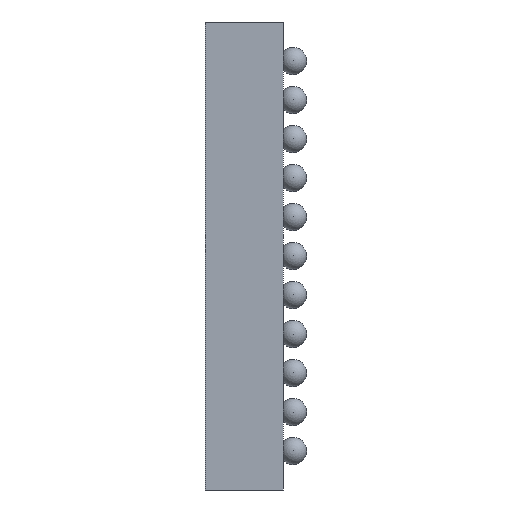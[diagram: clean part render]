
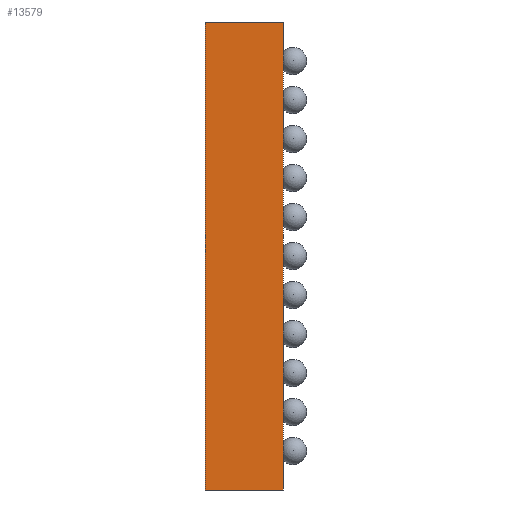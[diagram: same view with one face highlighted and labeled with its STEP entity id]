
A CAD part, left-side view. The second image highlights one B-rep face of the part: STEP entity #13579.
In plain terms, the highlighted planar face has unit normal (-1, 0, 0).
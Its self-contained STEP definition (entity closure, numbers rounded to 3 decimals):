
#203 = CARTESIAN_POINT ( 'NONE',  ( -3., 1., -3. ) ) ;
#520 = LINE ( 'NONE', #14847, #18453 ) ;
#1453 = FACE_OUTER_BOUND ( 'NONE', #18760, .T. ) ;
#1646 = EDGE_CURVE ( 'NONE', #15078, #3527, #15119, .T. ) ;
#2029 = DIRECTION ( 'NONE',  ( 1., 0., 0. ) ) ;
#2438 = DIRECTION ( 'NONE',  ( 0., -1., 0. ) ) ;
#2760 = DIRECTION ( 'NONE',  ( 0., 0., 1. ) ) ;
#3527 = VERTEX_POINT ( 'NONE', #9561 ) ;
#4133 = VECTOR ( 'NONE', #2760, 1000. ) ;
#4465 = VECTOR ( 'NONE', #2438, 1000. ) ;
#5121 = ORIENTED_EDGE ( 'NONE', *, *, #12832, .T. ) ;
#5538 = ORIENTED_EDGE ( 'NONE', *, *, #9245, .F. ) ;
#5934 = CARTESIAN_POINT ( 'NONE',  ( -3., 0., -3. ) ) ;
#7284 = CARTESIAN_POINT ( 'NONE',  ( -3., 1., 3. ) ) ;
#7928 = VERTEX_POINT ( 'NONE', #8075 ) ;
#7929 = AXIS2_PLACEMENT_3D ( 'NONE', #14524, #2029, #10780 ) ;
#8075 = CARTESIAN_POINT ( 'NONE',  ( -3., 0., 3. ) ) ;
#8328 = ORIENTED_EDGE ( 'NONE', *, *, #1646, .T. ) ;
#9245 = EDGE_CURVE ( 'NONE', #10025, #7928, #520, .T. ) ;
#9561 = CARTESIAN_POINT ( 'NONE',  ( -3., 0., -3. ) ) ;
#10025 = VERTEX_POINT ( 'NONE', #7284 ) ;
#10416 = LINE ( 'NONE', #5934, #4133 ) ;
#10780 = DIRECTION ( 'NONE',  ( 0., 0., -1. ) ) ;
#11384 = LINE ( 'NONE', #17305, #13726 ) ;
#11490 = DIRECTION ( 'NONE',  ( 0., 0., 1. ) ) ;
#12832 = EDGE_CURVE ( 'NONE', #3527, #7928, #10416, .T. ) ;
#12994 = DIRECTION ( 'NONE',  ( 0., -1., 0. ) ) ;
#13579 = ADVANCED_FACE ( 'NONE', ( #1453 ), #18789, .F. ) ;
#13726 = VECTOR ( 'NONE', #11490, 1000. ) ;
#14524 = CARTESIAN_POINT ( 'NONE',  ( -3., 1., -3. ) ) ;
#14847 = CARTESIAN_POINT ( 'NONE',  ( -3., 1., 3. ) ) ;
#15037 = ORIENTED_EDGE ( 'NONE', *, *, #15725, .F. ) ;
#15078 = VERTEX_POINT ( 'NONE', #203 ) ;
#15119 = LINE ( 'NONE', #16494, #4465 ) ;
#15725 = EDGE_CURVE ( 'NONE', #15078, #10025, #11384, .T. ) ;
#16494 = CARTESIAN_POINT ( 'NONE',  ( -3., 1., -3. ) ) ;
#17305 = CARTESIAN_POINT ( 'NONE',  ( -3., 1., -3. ) ) ;
#18453 = VECTOR ( 'NONE', #12994, 1000. ) ;
#18760 = EDGE_LOOP ( 'NONE', ( #5121, #5538, #15037, #8328 ) ) ;
#18789 = PLANE ( 'NONE',  #7929 ) ;
